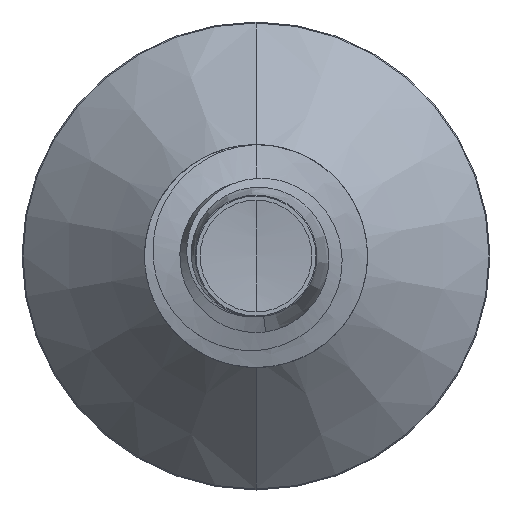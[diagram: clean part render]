
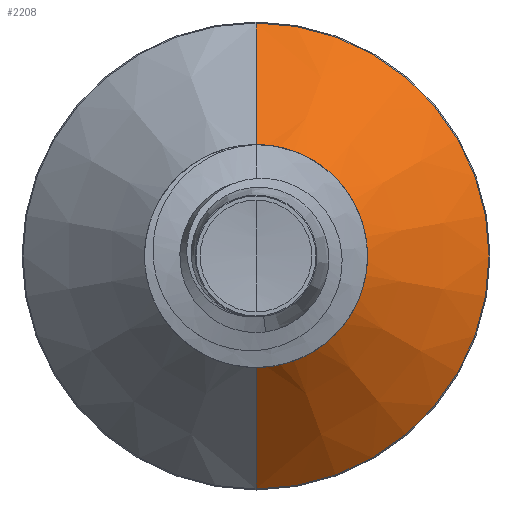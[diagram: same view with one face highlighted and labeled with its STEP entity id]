
A CAD part, front view. The second image highlights one B-rep face of the part: STEP entity #2208.
In plain terms, the highlighted conical face has half-angle 45 degrees and reference radius 1.857 mm.
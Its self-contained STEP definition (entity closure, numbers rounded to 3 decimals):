
#165 = CARTESIAN_POINT ( 'NONE',  ( 0., 10.282, 0. ) ) ;
#214 = CARTESIAN_POINT ( 'NONE',  ( 0., 10.282, 4.182 ) ) ;
#338 = CIRCLE ( 'NONE', #2214, 1.857 ) ;
#1039 = AXIS2_PLACEMENT_3D ( 'NONE', #165, #10125, #1853 ) ;
#1853 = DIRECTION ( 'NONE',  ( 0., 0., 1. ) ) ;
#2208 = ADVANCED_FACE ( 'NONE', ( #7757 ), #10441, .T. ) ;
#2214 = AXIS2_PLACEMENT_3D ( 'NONE', #6807, #6752, #6748 ) ;
#4256 = LINE ( 'NONE', #5882, #15087 ) ;
#5531 = DIRECTION ( 'NONE',  ( 0., 0.707, 0.707 ) ) ;
#5882 = CARTESIAN_POINT ( 'NONE',  ( 0., 7.957, 1.857 ) ) ;
#6520 = CARTESIAN_POINT ( 'NONE',  ( 0., 7.957, -1.857 ) ) ;
#6748 = DIRECTION ( 'NONE',  ( 0., 0., 1. ) ) ;
#6752 = DIRECTION ( 'NONE',  ( 0., 1., 0. ) ) ;
#6807 = CARTESIAN_POINT ( 'NONE',  ( 0., 7.957, 0. ) ) ;
#6996 = ORIENTED_EDGE ( 'NONE', *, *, #12756, .T. ) ;
#7102 = CARTESIAN_POINT ( 'NONE',  ( 0., 7.957, 1.857 ) ) ;
#7757 = FACE_OUTER_BOUND ( 'NONE', #14951, .T. ) ;
#8236 = AXIS2_PLACEMENT_3D ( 'NONE', #13840, #13958, #13272 ) ;
#8965 = ORIENTED_EDGE ( 'NONE', *, *, #12840, .F. ) ;
#9559 = VERTEX_POINT ( 'NONE', #214 ) ;
#9584 = VECTOR ( 'NONE', #14494, 1000. ) ;
#9882 = ORIENTED_EDGE ( 'NONE', *, *, #14291, .T. ) ;
#10125 = DIRECTION ( 'NONE',  ( 0., 1., 0. ) ) ;
#10441 = CONICAL_SURFACE ( 'NONE', #8236, 1.857, 0.785 ) ;
#11234 = VERTEX_POINT ( 'NONE', #6520 ) ;
#12306 = LINE ( 'NONE', #13773, #9584 ) ;
#12756 = EDGE_CURVE ( 'NONE', #13212, #11234, #338, .T. ) ;
#12840 = EDGE_CURVE ( 'NONE', #13212, #9559, #4256, .T. ) ;
#13058 = CARTESIAN_POINT ( 'NONE',  ( 0., 10.282, -4.182 ) ) ;
#13212 = VERTEX_POINT ( 'NONE', #7102 ) ;
#13272 = DIRECTION ( 'NONE',  ( 0., 0., 1. ) ) ;
#13773 = CARTESIAN_POINT ( 'NONE',  ( 0., 7.957, -1.857 ) ) ;
#13840 = CARTESIAN_POINT ( 'NONE',  ( 0., 7.957, 0. ) ) ;
#13916 = EDGE_CURVE ( 'NONE', #9559, #14465, #14212, .T. ) ;
#13958 = DIRECTION ( 'NONE',  ( 0., 1., 0. ) ) ;
#14212 = CIRCLE ( 'NONE', #1039, 4.182 ) ;
#14291 = EDGE_CURVE ( 'NONE', #11234, #14465, #12306, .T. ) ;
#14409 = ORIENTED_EDGE ( 'NONE', *, *, #13916, .F. ) ;
#14465 = VERTEX_POINT ( 'NONE', #13058 ) ;
#14494 = DIRECTION ( 'NONE',  ( 0., 0.707, -0.707 ) ) ;
#14951 = EDGE_LOOP ( 'NONE', ( #6996, #9882, #14409, #8965 ) ) ;
#15087 = VECTOR ( 'NONE', #5531, 1000. ) ;
